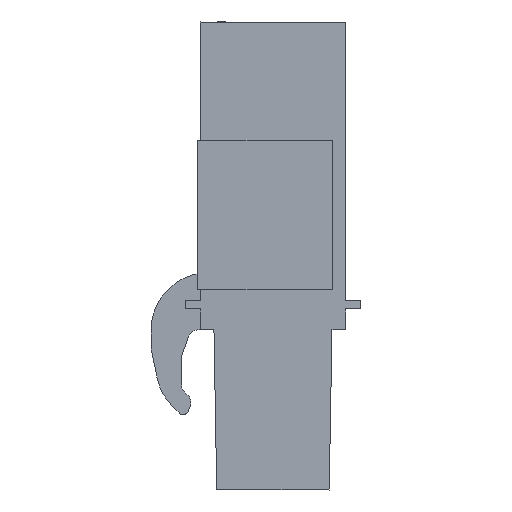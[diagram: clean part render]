
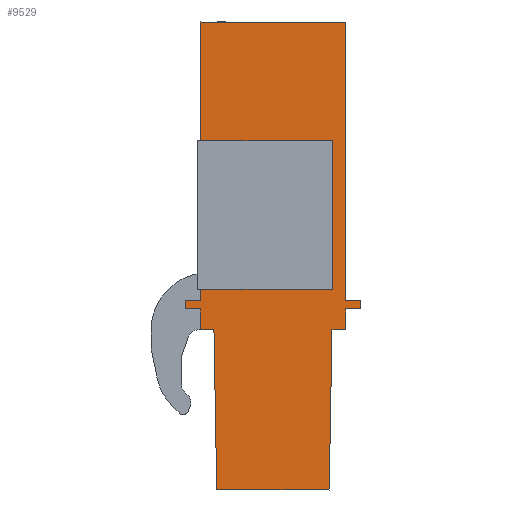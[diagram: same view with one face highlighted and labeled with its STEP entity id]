
A CAD part, left-side view. The second image highlights one B-rep face of the part: STEP entity #9529.
In plain terms, the highlighted planar face has unit normal (-1, 0, 0).
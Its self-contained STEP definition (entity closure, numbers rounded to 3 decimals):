
#9446=AXIS2_PLACEMENT_3D('Plane Axis2P3D',#9443,#9444,#9445) ;
#56=CARTESIAN_POINT('Vertex',(1.,0.8,24.55)) ;
#59=CARTESIAN_POINT('Line Origine',(1.,0.8,17.25)) ;
#63=CARTESIAN_POINT('Vertex',(1.,0.8,9.95)) ;
#8783=CARTESIAN_POINT('Vertex',(1.,1.66,0.)) ;
#8786=CARTESIAN_POINT('Line Origine',(1.,4.61,0.)) ;
#8790=CARTESIAN_POINT('Vertex',(1.,7.56,0.)) ;
#8866=CARTESIAN_POINT('Line Origine',(1.,7.633,4.2)) ;
#8870=CARTESIAN_POINT('Vertex',(1.,7.707,8.4)) ;
#8890=CARTESIAN_POINT('Line Origine',(1.,8.063,8.4)) ;
#8894=CARTESIAN_POINT('Vertex',(1.,8.42,8.4)) ;
#8978=CARTESIAN_POINT('Line Origine',(1.,8.42,8.95)) ;
#8982=CARTESIAN_POINT('Vertex',(1.,8.42,9.5)) ;
#9054=CARTESIAN_POINT('Line Origine',(1.,8.82,9.5)) ;
#9058=CARTESIAN_POINT('Vertex',(1.,9.22,9.5)) ;
#9130=CARTESIAN_POINT('Line Origine',(1.,9.22,9.725)) ;
#9134=CARTESIAN_POINT('Vertex',(1.,9.22,9.95)) ;
#9205=CARTESIAN_POINT('Vertex',(1.,0.,9.5)) ;
#9208=CARTESIAN_POINT('Line Origine',(1.,0.4,9.5)) ;
#9212=CARTESIAN_POINT('Vertex',(1.,0.8,9.5)) ;
#9227=CARTESIAN_POINT('Line Origine',(1.,0.8,8.95)) ;
#9231=CARTESIAN_POINT('Vertex',(1.,0.8,8.4)) ;
#9246=CARTESIAN_POINT('Line Origine',(1.,1.157,8.4)) ;
#9250=CARTESIAN_POINT('Vertex',(1.,1.513,8.4)) ;
#9270=CARTESIAN_POINT('Line Origine',(1.,1.587,4.2)) ;
#9443=CARTESIAN_POINT('Axis2P3D Location',(1.,0.,0.)) ;
#9448=CARTESIAN_POINT('Line Origine',(1.,8.42,10.488)) ;
#9452=CARTESIAN_POINT('Vertex',(1.,8.42,11.025)) ;
#9454=CARTESIAN_POINT('Vertex',(1.,8.42,9.95)) ;
#9457=CARTESIAN_POINT('Line Origine',(1.,8.82,9.95)) ;
#9462=CARTESIAN_POINT('Line Origine',(1.,0.,9.725)) ;
#9466=CARTESIAN_POINT('Vertex',(1.,0.,9.95)) ;
#9469=CARTESIAN_POINT('Line Origine',(1.,0.4,9.95)) ;
#9474=CARTESIAN_POINT('Line Origine',(1.,4.61,24.55)) ;
#9478=CARTESIAN_POINT('Vertex',(1.,8.42,24.55)) ;
#9481=CARTESIAN_POINT('Line Origine',(1.,8.42,21.188)) ;
#9485=CARTESIAN_POINT('Vertex',(1.,8.42,17.825)) ;
#9488=CARTESIAN_POINT('Line Origine',(1.,4.96,17.825)) ;
#9492=CARTESIAN_POINT('Vertex',(1.,1.5,17.825)) ;
#9495=CARTESIAN_POINT('Line Origine',(1.,1.5,14.425)) ;
#9499=CARTESIAN_POINT('Vertex',(1.,1.5,11.025)) ;
#9502=CARTESIAN_POINT('Line Origine',(1.,4.96,11.025)) ;
#60=DIRECTION('Vector Direction',(0.,0.,-1.)) ;
#8787=DIRECTION('Vector Direction',(0.,1.,0.)) ;
#8867=DIRECTION('Vector Direction',(0.,0.017,1.)) ;
#8891=DIRECTION('Vector Direction',(0.,1.,0.)) ;
#8979=DIRECTION('Vector Direction',(0.,0.,1.)) ;
#9055=DIRECTION('Vector Direction',(0.,1.,0.)) ;
#9131=DIRECTION('Vector Direction',(0.,0.,1.)) ;
#9209=DIRECTION('Vector Direction',(0.,1.,0.)) ;
#9228=DIRECTION('Vector Direction',(0.,0.,-1.)) ;
#9247=DIRECTION('Vector Direction',(0.,1.,0.)) ;
#9271=DIRECTION('Vector Direction',(0.,0.017,-1.)) ;
#9444=DIRECTION('Axis2P3D Direction',(-1.,0.,0.)) ;
#9445=DIRECTION('Axis2P3D XDirection',(0.,0.,1.)) ;
#9449=DIRECTION('Vector Direction',(0.,0.,1.)) ;
#9458=DIRECTION('Vector Direction',(0.,-1.,0.)) ;
#9463=DIRECTION('Vector Direction',(0.,0.,-1.)) ;
#9470=DIRECTION('Vector Direction',(0.,-1.,0.)) ;
#9475=DIRECTION('Vector Direction',(0.,-1.,0.)) ;
#9482=DIRECTION('Vector Direction',(0.,0.,1.)) ;
#9489=DIRECTION('Vector Direction',(0.,1.,0.)) ;
#9496=DIRECTION('Vector Direction',(0.,0.,-1.)) ;
#9503=DIRECTION('Vector Direction',(0.,1.,0.)) ;
#61=VECTOR('Line Direction',#60,1.) ;
#8788=VECTOR('Line Direction',#8787,1.) ;
#8868=VECTOR('Line Direction',#8867,1.) ;
#8892=VECTOR('Line Direction',#8891,1.) ;
#8980=VECTOR('Line Direction',#8979,1.) ;
#9056=VECTOR('Line Direction',#9055,1.) ;
#9132=VECTOR('Line Direction',#9131,1.) ;
#9210=VECTOR('Line Direction',#9209,1.) ;
#9229=VECTOR('Line Direction',#9228,1.) ;
#9248=VECTOR('Line Direction',#9247,1.) ;
#9272=VECTOR('Line Direction',#9271,1.) ;
#9450=VECTOR('Line Direction',#9449,1.) ;
#9459=VECTOR('Line Direction',#9458,1.) ;
#9464=VECTOR('Line Direction',#9463,1.) ;
#9471=VECTOR('Line Direction',#9470,1.) ;
#9476=VECTOR('Line Direction',#9475,1.) ;
#9483=VECTOR('Line Direction',#9482,1.) ;
#9490=VECTOR('Line Direction',#9489,1.) ;
#9497=VECTOR('Line Direction',#9496,1.) ;
#9504=VECTOR('Line Direction',#9503,1.) ;
#9508=ORIENTED_EDGE('',*,*,#9456,.T.) ;
#9509=ORIENTED_EDGE('',*,*,#9461,.T.) ;
#9510=ORIENTED_EDGE('',*,*,#9136,.T.) ;
#9511=ORIENTED_EDGE('',*,*,#9060,.T.) ;
#9512=ORIENTED_EDGE('',*,*,#8984,.T.) ;
#9513=ORIENTED_EDGE('',*,*,#8896,.T.) ;
#9514=ORIENTED_EDGE('',*,*,#8872,.T.) ;
#9515=ORIENTED_EDGE('',*,*,#8792,.T.) ;
#9516=ORIENTED_EDGE('',*,*,#9274,.T.) ;
#9517=ORIENTED_EDGE('',*,*,#9252,.T.) ;
#9518=ORIENTED_EDGE('',*,*,#9233,.T.) ;
#9519=ORIENTED_EDGE('',*,*,#9214,.T.) ;
#9520=ORIENTED_EDGE('',*,*,#9468,.T.) ;
#9521=ORIENTED_EDGE('',*,*,#9473,.T.) ;
#9522=ORIENTED_EDGE('',*,*,#65,.T.) ;
#9523=ORIENTED_EDGE('',*,*,#9480,.T.) ;
#9524=ORIENTED_EDGE('',*,*,#9487,.T.) ;
#9525=ORIENTED_EDGE('',*,*,#9494,.F.) ;
#9526=ORIENTED_EDGE('',*,*,#9501,.F.) ;
#9527=ORIENTED_EDGE('',*,*,#9506,.T.) ;
#9529=ADVANCED_FACE('_BLC 5.08/14BR OR 1649490000',(#9528),#9447,.T.) ;
#65=EDGE_CURVE('',#64,#57,#62,.F.) ;
#8792=EDGE_CURVE('',#8791,#8784,#8789,.F.) ;
#8872=EDGE_CURVE('',#8871,#8791,#8869,.F.) ;
#8896=EDGE_CURVE('',#8895,#8871,#8893,.F.) ;
#8984=EDGE_CURVE('',#8983,#8895,#8981,.F.) ;
#9060=EDGE_CURVE('',#9059,#8983,#9057,.F.) ;
#9136=EDGE_CURVE('',#9135,#9059,#9133,.F.) ;
#9214=EDGE_CURVE('',#9213,#9206,#9211,.F.) ;
#9233=EDGE_CURVE('',#9232,#9213,#9230,.F.) ;
#9252=EDGE_CURVE('',#9251,#9232,#9249,.F.) ;
#9274=EDGE_CURVE('',#8784,#9251,#9273,.F.) ;
#9456=EDGE_CURVE('',#9453,#9455,#9451,.F.) ;
#9461=EDGE_CURVE('',#9455,#9135,#9460,.F.) ;
#9468=EDGE_CURVE('',#9206,#9467,#9465,.F.) ;
#9473=EDGE_CURVE('',#9467,#64,#9472,.F.) ;
#9480=EDGE_CURVE('',#57,#9479,#9477,.F.) ;
#9487=EDGE_CURVE('',#9479,#9486,#9484,.F.) ;
#9494=EDGE_CURVE('',#9493,#9486,#9491,.T.) ;
#9501=EDGE_CURVE('',#9500,#9493,#9498,.F.) ;
#9506=EDGE_CURVE('',#9500,#9453,#9505,.T.) ;
#9507=EDGE_LOOP('',(#9508,#9509,#9510,#9511,#9512,#9513,#9514,#9515,#9516,#9517,#9518,#9519,#9520,#9521,#9522,#9523,#9524,#9525,#9526,#9527)) ;
#9528=FACE_OUTER_BOUND('',#9507,.T.) ;
#62=LINE('Line',#59,#61) ;
#8789=LINE('Line',#8786,#8788) ;
#8869=LINE('Line',#8866,#8868) ;
#8893=LINE('Line',#8890,#8892) ;
#8981=LINE('Line',#8978,#8980) ;
#9057=LINE('Line',#9054,#9056) ;
#9133=LINE('Line',#9130,#9132) ;
#9211=LINE('Line',#9208,#9210) ;
#9230=LINE('Line',#9227,#9229) ;
#9249=LINE('Line',#9246,#9248) ;
#9273=LINE('Line',#9270,#9272) ;
#9451=LINE('Line',#9448,#9450) ;
#9460=LINE('Line',#9457,#9459) ;
#9465=LINE('Line',#9462,#9464) ;
#9472=LINE('Line',#9469,#9471) ;
#9477=LINE('Line',#9474,#9476) ;
#9484=LINE('Line',#9481,#9483) ;
#9491=LINE('Line',#9488,#9490) ;
#9498=LINE('Line',#9495,#9497) ;
#9505=LINE('Line',#9502,#9504) ;
#9447=PLANE('',#9446) ;
#57=VERTEX_POINT('',#56) ;
#64=VERTEX_POINT('',#63) ;
#8784=VERTEX_POINT('',#8783) ;
#8791=VERTEX_POINT('',#8790) ;
#8871=VERTEX_POINT('',#8870) ;
#8895=VERTEX_POINT('',#8894) ;
#8983=VERTEX_POINT('',#8982) ;
#9059=VERTEX_POINT('',#9058) ;
#9135=VERTEX_POINT('',#9134) ;
#9206=VERTEX_POINT('',#9205) ;
#9213=VERTEX_POINT('',#9212) ;
#9232=VERTEX_POINT('',#9231) ;
#9251=VERTEX_POINT('',#9250) ;
#9453=VERTEX_POINT('',#9452) ;
#9455=VERTEX_POINT('',#9454) ;
#9467=VERTEX_POINT('',#9466) ;
#9479=VERTEX_POINT('',#9478) ;
#9486=VERTEX_POINT('',#9485) ;
#9493=VERTEX_POINT('',#9492) ;
#9500=VERTEX_POINT('',#9499) ;
